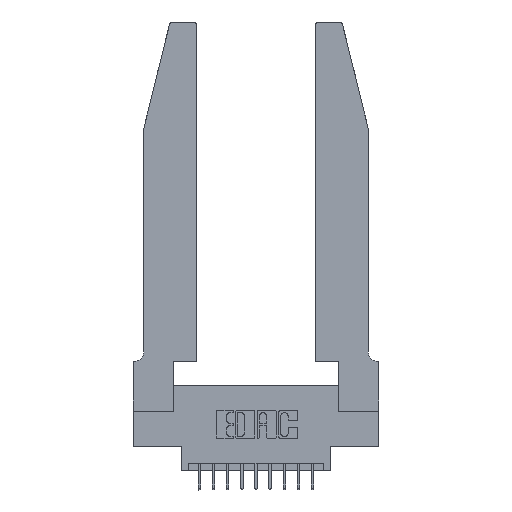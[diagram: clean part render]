
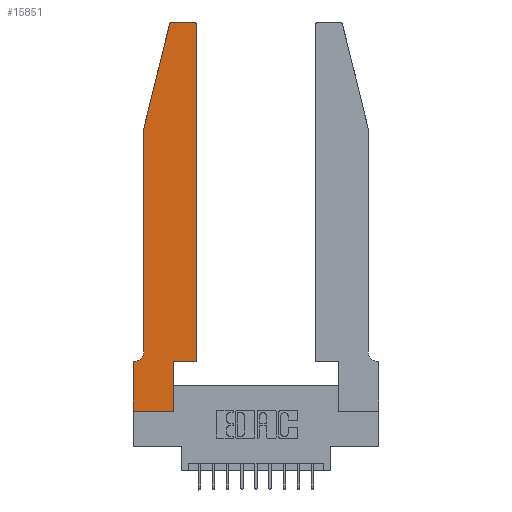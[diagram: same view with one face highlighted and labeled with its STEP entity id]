
A CAD part, top view. The second image highlights one B-rep face of the part: STEP entity #15851.
In plain terms, the highlighted planar face has unit normal (0, 0, 1).
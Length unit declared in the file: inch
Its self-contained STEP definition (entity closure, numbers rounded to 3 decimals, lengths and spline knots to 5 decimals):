
#844 = VECTOR ( 'NONE', #2002, 39.37008 ) ;
#861 = ORIENTED_EDGE ( 'NONE', *, *, #12718, .T. ) ;
#874 = DIRECTION ( 'NONE',  ( 1., 0., 0. ) ) ;
#1162 = CARTESIAN_POINT ( 'NONE',  ( 0., 0., 0.37 ) ) ;
#1304 = VECTOR ( 'NONE', #6984, 39.37008 ) ;
#1339 = EDGE_CURVE ( 'NONE', #11542, #15698, #3944, .T. ) ;
#1581 = VERTEX_POINT ( 'NONE', #11314 ) ;
#1749 = CARTESIAN_POINT ( 'NONE',  ( 0.0055, 0.35, 0.37 ) ) ;
#1879 = EDGE_CURVE ( 'NONE', #3100, #5405, #8392, .T. ) ;
#1901 = VERTEX_POINT ( 'NONE', #1749 ) ;
#1925 = CARTESIAN_POINT ( 'NONE',  ( 0., 0., 0.37 ) ) ;
#2002 = DIRECTION ( 'NONE',  ( 1., 0., 0. ) ) ;
#2080 = DIRECTION ( 'NONE',  ( -1., 0., 0. ) ) ;
#2213 = CARTESIAN_POINT ( 'NONE',  ( 0.0055, 0.42, 0.37 ) ) ;
#2454 = ORIENTED_EDGE ( 'NONE', *, *, #9223, .T. ) ;
#2775 = CARTESIAN_POINT ( 'NONE',  ( 0.0755, 0.35, 0.37 ) ) ;
#2833 = CARTESIAN_POINT ( 'NONE',  ( 0.2865, 0., 0.37 ) ) ;
#3100 = VERTEX_POINT ( 'NONE', #2833 ) ;
#3121 = DIRECTION ( 'NONE',  ( -1., 0., 0. ) ) ;
#3602 = CIRCLE ( 'NONE', #7635, 0.03 ) ;
#3707 = EDGE_CURVE ( 'NONE', #11615, #14726, #11123, .T. ) ;
#3733 = CARTESIAN_POINT ( 'NONE',  ( 0.4205, 2.75, 0.37 ) ) ;
#3944 = LINE ( 'NONE', #12841, #10925 ) ;
#4397 = CARTESIAN_POINT ( 'NONE',  ( 0., 0.35, 0.37 ) ) ;
#4496 = AXIS2_PLACEMENT_3D ( 'NONE', #2213, #14985, #15707 ) ;
#4620 = CARTESIAN_POINT ( 'NONE',  ( 0.4205, 2.72, 0.37 ) ) ;
#4947 = CARTESIAN_POINT ( 'NONE',  ( 0.0755, 2., 0.37 ) ) ;
#5003 = LINE ( 'NONE', #8720, #7737 ) ;
#5173 = ORIENTED_EDGE ( 'NONE', *, *, #16047, .T. ) ;
#5404 = ORIENTED_EDGE ( 'NONE', *, *, #1339, .T. ) ;
#5405 = VERTEX_POINT ( 'NONE', #13049 ) ;
#5597 = VERTEX_POINT ( 'NONE', #10087 ) ;
#5955 = AXIS2_PLACEMENT_3D ( 'NONE', #14899, #13672, #12450 ) ;
#6112 = EDGE_CURVE ( 'NONE', #15698, #15594, #3602, .T. ) ;
#6156 = LINE ( 'NONE', #4947, #6905 ) ;
#6905 = VECTOR ( 'NONE', #11242, 39.37008 ) ;
#6984 = DIRECTION ( 'NONE',  ( 0., 1., 0. ) ) ;
#7023 = VECTOR ( 'NONE', #9704, 39.37008 ) ;
#7151 = ORIENTED_EDGE ( 'NONE', *, *, #10797, .T. ) ;
#7517 = ORIENTED_EDGE ( 'NONE', *, *, #11391, .T. ) ;
#7635 = AXIS2_PLACEMENT_3D ( 'NONE', #4620, #13566, #874 ) ;
#7666 = DIRECTION ( 'NONE',  ( 1., 0., 0. ) ) ;
#7737 = VECTOR ( 'NONE', #12501, 39.37008 ) ;
#7891 = ORIENTED_EDGE ( 'NONE', *, *, #9972, .T. ) ;
#8047 = ORIENTED_EDGE ( 'NONE', *, *, #6112, .T. ) ;
#8392 = LINE ( 'NONE', #9389, #1304 ) ;
#8635 = CARTESIAN_POINT ( 'NONE',  ( 0.2605, 2.75, 0.37 ) ) ;
#8720 = CARTESIAN_POINT ( 'NONE',  ( 0.0755, 2., 0.37 ) ) ;
#8905 = LINE ( 'NONE', #11668, #14708 ) ;
#9092 = ORIENTED_EDGE ( 'NONE', *, *, #15178, .T. ) ;
#9117 = CARTESIAN_POINT ( 'NONE',  ( 0.4505, 0.35, 0.37 ) ) ;
#9223 = EDGE_CURVE ( 'NONE', #10909, #14857, #6156, .T. ) ;
#9331 = CARTESIAN_POINT ( 'NONE',  ( 0., 0., 0.37 ) ) ;
#9389 = CARTESIAN_POINT ( 'NONE',  ( 0.2865, 0.35, 0.37 ) ) ;
#9512 = DIRECTION ( 'NONE',  ( 0., 0., 1. ) ) ;
#9599 = CARTESIAN_POINT ( 'NONE',  ( 0., 0.35, 0.37 ) ) ;
#9667 = AXIS2_PLACEMENT_3D ( 'NONE', #4397, #9512, #14561 ) ;
#9704 = DIRECTION ( 'NONE',  ( 0., -1., 0. ) ) ;
#9743 = CARTESIAN_POINT ( 'NONE',  ( 0.0755, 0.42, 0.37 ) ) ;
#9972 = EDGE_CURVE ( 'NONE', #14857, #1901, #16483, .T. ) ;
#10087 = CARTESIAN_POINT ( 'NONE',  ( 0.284, 2.75, 0.37 ) ) ;
#10727 = LINE ( 'NONE', #1925, #844 ) ;
#10797 = EDGE_CURVE ( 'NONE', #1581, #10909, #5003, .T. ) ;
#10909 = VERTEX_POINT ( 'NONE', #15090 ) ;
#10925 = VECTOR ( 'NONE', #11578, 39.37008 ) ;
#10934 = VECTOR ( 'NONE', #3121, 39.37008 ) ;
#11123 = LINE ( 'NONE', #1162, #7023 ) ;
#11242 = DIRECTION ( 'NONE',  ( 0., -1., 0. ) ) ;
#11276 = ORIENTED_EDGE ( 'NONE', *, *, #15967, .T. ) ;
#11314 = CARTESIAN_POINT ( 'NONE',  ( 0.25487, 2.72718, 0.37 ) ) ;
#11391 = EDGE_CURVE ( 'NONE', #15594, #5597, #14768, .T. ) ;
#11542 = VERTEX_POINT ( 'NONE', #9117 ) ;
#11578 = DIRECTION ( 'NONE',  ( 0., 1., 0. ) ) ;
#11615 = VERTEX_POINT ( 'NONE', #9599 ) ;
#11668 = CARTESIAN_POINT ( 'NONE',  ( 0.4505, 0.35, 0.37 ) ) ;
#12450 = DIRECTION ( 'NONE',  ( 1., 0., 0. ) ) ;
#12501 = DIRECTION ( 'NONE',  ( -0.239, -0.971, 0. ) ) ;
#12718 = EDGE_CURVE ( 'NONE', #1901, #11615, #14548, .T. ) ;
#12825 = ORIENTED_EDGE ( 'NONE', *, *, #1879, .T. ) ;
#12841 = CARTESIAN_POINT ( 'NONE',  ( 0.4505, 0.35, 0.37 ) ) ;
#13049 = CARTESIAN_POINT ( 'NONE',  ( 0.2865, 0.35, 0.37 ) ) ;
#13405 = CIRCLE ( 'NONE', #5955, 0.03 ) ;
#13566 = DIRECTION ( 'NONE',  ( 0., 0., 1. ) ) ;
#13672 = DIRECTION ( 'NONE',  ( 0., 0., 1. ) ) ;
#14478 = FACE_OUTER_BOUND ( 'NONE', #14748, .T. ) ;
#14548 = LINE ( 'NONE', #2775, #10934 ) ;
#14561 = DIRECTION ( 'NONE',  ( 1., 0., 0. ) ) ;
#14708 = VECTOR ( 'NONE', #7666, 39.37008 ) ;
#14726 = VERTEX_POINT ( 'NONE', #9331 ) ;
#14748 = EDGE_LOOP ( 'NONE', ( #7517, #11276, #7151, #2454, #7891, #861, #16476, #9092, #12825, #5173, #5404, #8047 ) ) ;
#14768 = LINE ( 'NONE', #8635, #15974 ) ;
#14857 = VERTEX_POINT ( 'NONE', #9743 ) ;
#14899 = CARTESIAN_POINT ( 'NONE',  ( 0.284, 2.72, 0.37 ) ) ;
#14985 = DIRECTION ( 'NONE',  ( 0., 0., -1. ) ) ;
#15090 = CARTESIAN_POINT ( 'NONE',  ( 0.0755, 2., 0.37 ) ) ;
#15178 = EDGE_CURVE ( 'NONE', #14726, #3100, #10727, .T. ) ;
#15555 = CARTESIAN_POINT ( 'NONE',  ( 0.4505, 2.72, 0.37 ) ) ;
#15594 = VERTEX_POINT ( 'NONE', #3733 ) ;
#15698 = VERTEX_POINT ( 'NONE', #15555 ) ;
#15707 = DIRECTION ( 'NONE',  ( -1., 0., 0. ) ) ;
#15819 = PLANE ( 'NONE',  #9667 ) ;
#15851 = ADVANCED_FACE ( 'NONE', ( #14478 ), #15819, .T. ) ;
#15967 = EDGE_CURVE ( 'NONE', #5597, #1581, #13405, .T. ) ;
#15974 = VECTOR ( 'NONE', #2080, 39.37008 ) ;
#16047 = EDGE_CURVE ( 'NONE', #5405, #11542, #8905, .T. ) ;
#16476 = ORIENTED_EDGE ( 'NONE', *, *, #3707, .T. ) ;
#16483 = CIRCLE ( 'NONE', #4496, 0.07 ) ;
